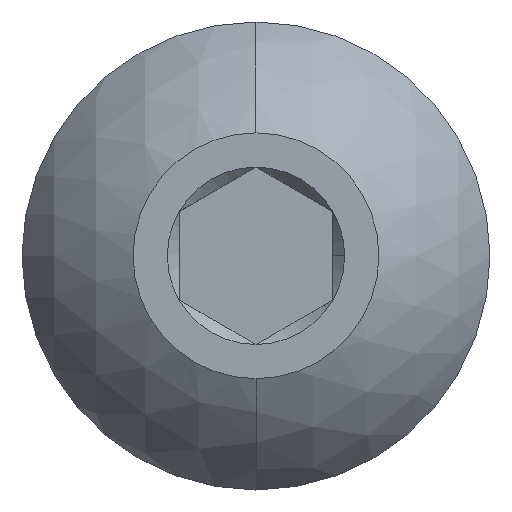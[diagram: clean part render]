
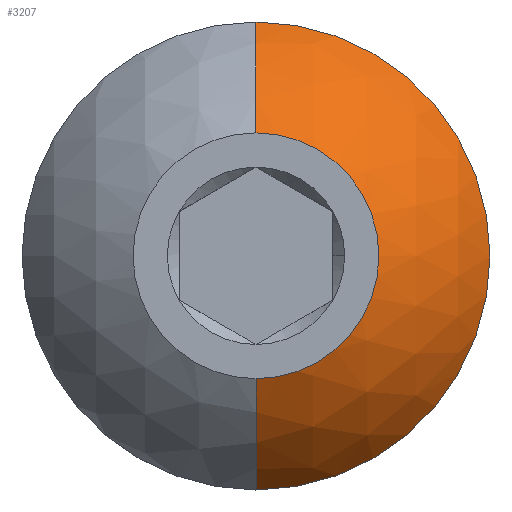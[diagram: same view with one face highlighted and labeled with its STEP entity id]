
A CAD part, top view. The second image highlights one B-rep face of the part: STEP entity #3207.
In plain terms, the highlighted spherical face has radius 3.424 mm.
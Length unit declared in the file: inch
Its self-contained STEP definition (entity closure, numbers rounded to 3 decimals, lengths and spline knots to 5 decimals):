
#1770 = AXIS2_PLACEMENT_3D ( 'NONE', #2144, #2145, #2146 ) ;
#1771 = AXIS2_PLACEMENT_3D ( 'NONE', #2147, #2148, #2149 ) ;
#1772 = AXIS2_PLACEMENT_3D ( 'NONE', #2151, #2152, #2153 ) ;
#1773 = AXIS2_PLACEMENT_3D ( 'NONE', #2154, #2155, #2156 ) ;
#1774 = AXIS2_PLACEMENT_3D ( 'NONE', #2159, #2160, #2161 ) ;
#1853 = CIRCLE ( 'NONE', #1773, 0.119 ) ;
#1863 = CIRCLE ( 'NONE', #1770, 0.13481 ) ;
#1864 = CIRCLE ( 'NONE', #1771, 0.0625 ) ;
#1865 = CIRCLE ( 'NONE', #1772, 0.13481 ) ;
#1868 = CIRCLE ( 'NONE', #1774, 0.119 ) ;
#2144 = CARTESIAN_POINT ( 'NONE',  ( 0., 0., -0.11945 ) ) ;
#2145 = DIRECTION ( 'NONE',  ( -1., 0., 0. ) ) ;
#2146 = DIRECTION ( 'NONE',  ( 0., -1., 0. ) ) ;
#2147 = CARTESIAN_POINT ( 'NONE',  ( 0., 0., 0. ) ) ;
#2148 = DIRECTION ( 'NONE',  ( 0., 0., 1. ) ) ;
#2149 = DIRECTION ( 'NONE',  ( 1., 0., 0. ) ) ;
#2151 = CARTESIAN_POINT ( 'NONE',  ( 0., 0., -0.11945 ) ) ;
#2152 = DIRECTION ( 'NONE',  ( 1., 0., 0. ) ) ;
#2153 = DIRECTION ( 'NONE',  ( 0., 1., 0. ) ) ;
#2154 = CARTESIAN_POINT ( 'NONE',  ( 0., 0., -0.0561 ) ) ;
#2155 = DIRECTION ( 'NONE',  ( 0., 0., 1. ) ) ;
#2156 = DIRECTION ( 'NONE',  ( 1., 0., 0. ) ) ;
#2159 = CARTESIAN_POINT ( 'NONE',  ( 0., 0., -0.0561 ) ) ;
#2160 = DIRECTION ( 'NONE',  ( 0., 0., 1. ) ) ;
#2161 = DIRECTION ( 'NONE',  ( 1., 0., 0. ) ) ;
#2749 = CARTESIAN_POINT ( 'NONE',  ( 0., 0.0625, 0. ) ) ;
#2757 = CARTESIAN_POINT ( 'NONE',  ( 0., -0.0625, 0. ) ) ;
#2794 = CARTESIAN_POINT ( 'NONE',  ( 0., -0.119, -0.0561 ) ) ;
#2837 = CARTESIAN_POINT ( 'NONE',  ( 0.119, 0., -0.0561 ) ) ;
#2841 = CARTESIAN_POINT ( 'NONE',  ( 0., 0.119, -0.0561 ) ) ;
#3207 = ADVANCED_FACE ( 'NONE', ( #5712 ), #5709, .T. ) ;
#3669 = AXIS2_PLACEMENT_3D ( 'NONE', #7278, #7284, #7358 ) ;
#5619 = EDGE_CURVE ( 'NONE', #6140, #6077, #1863, .T. ) ;
#5620 = EDGE_CURVE ( 'NONE', #6077, #6042, #1864, .T. ) ;
#5621 = EDGE_CURVE ( 'NONE', #6310, #6042, #1865, .T. ) ;
#5622 = EDGE_CURVE ( 'NONE', #6140, #6460, #1853, .T. ) ;
#5624 = EDGE_CURVE ( 'NONE', #6460, #6310, #1868, .T. ) ;
#5709 = SPHERICAL_SURFACE ( 'NONE', #3669, 0.13481 ) ;
#5712 = FACE_OUTER_BOUND ( 'NONE', #5966, .T. ) ;
#5738 = ORIENTED_EDGE ( 'NONE', *, *, #5619, .F. ) ;
#5744 = ORIENTED_EDGE ( 'NONE', *, *, #5621, .T. ) ;
#5966 = EDGE_LOOP ( 'NONE', ( #6395, #6107, #5744, #6303, #5738 ) ) ;
#6042 = VERTEX_POINT ( 'NONE', #2749 ) ;
#6077 = VERTEX_POINT ( 'NONE', #2757 ) ;
#6107 = ORIENTED_EDGE ( 'NONE', *, *, #5624, .T. ) ;
#6140 = VERTEX_POINT ( 'NONE', #2794 ) ;
#6303 = ORIENTED_EDGE ( 'NONE', *, *, #5620, .F. ) ;
#6310 = VERTEX_POINT ( 'NONE', #2841 ) ;
#6395 = ORIENTED_EDGE ( 'NONE', *, *, #5622, .T. ) ;
#6460 = VERTEX_POINT ( 'NONE', #2837 ) ;
#7278 = CARTESIAN_POINT ( 'NONE',  ( 0., 0., -0.11945 ) ) ;
#7284 = DIRECTION ( 'NONE',  ( 1., 0., 0. ) ) ;
#7358 = DIRECTION ( 'NONE',  ( 0., -1., 0. ) ) ;
